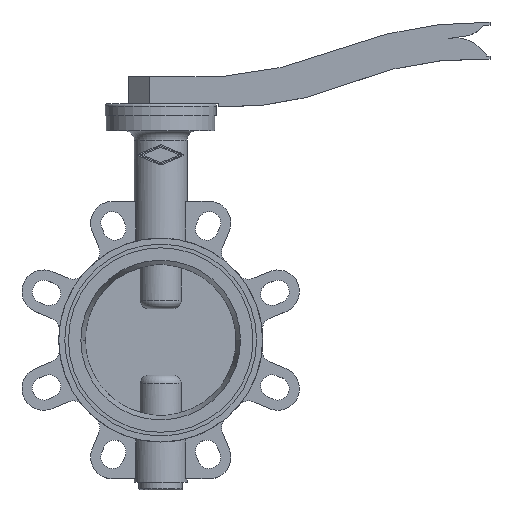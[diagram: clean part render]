
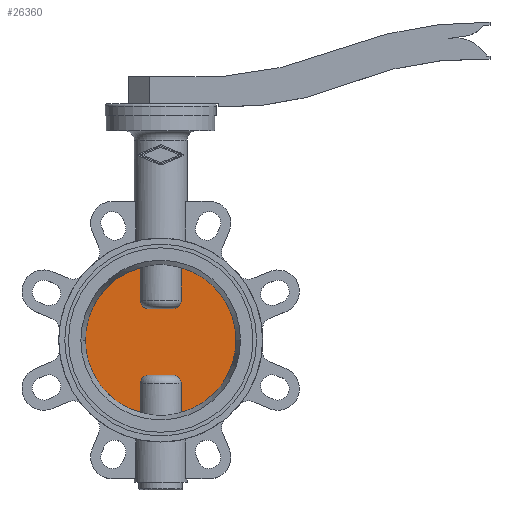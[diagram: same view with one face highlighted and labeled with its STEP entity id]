
A CAD part, top view. The second image highlights one B-rep face of the part: STEP entity #26360.
In plain terms, the highlighted planar face has unit normal (0, 0, 1).
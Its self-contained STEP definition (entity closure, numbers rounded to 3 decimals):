
#13980=CARTESIAN_POINT('',(-16.912,33.,-25.5));
#13990=CARTESIAN_POINT('',(-16.912,32.647,-25.5));
#14000=CARTESIAN_POINT('',(-16.882,32.26,-25.5));
#14010=CARTESIAN_POINT('',(-16.754,31.499,-25.5));
#14020=CARTESIAN_POINT('',(-16.656,31.124,-25.5));
#14030=CARTESIAN_POINT('',(-16.424,30.452,-25.5));
#14040=CARTESIAN_POINT('',(-16.268,30.092,-25.5));
#14050=CARTESIAN_POINT('',(-15.895,29.406,-25.5));
#14060=CARTESIAN_POINT('',(-15.677,29.08,-25.5));
#14070=CARTESIAN_POINT('',(-15.232,28.51,-25.5));
#14080=CARTESIAN_POINT('',(-14.961,28.213,-25.5));
#14090=CARTESIAN_POINT('',(-14.37,27.673,-25.5));
#14100=CARTESIAN_POINT('',(-14.051,27.429,-25.5));
#14110=CARTESIAN_POINT('',(-13.424,27.021,-25.5));
#14120=CARTESIAN_POINT('',(-13.057,26.819,-25.5));
#14130=CARTESIAN_POINT('',(-12.291,26.484,-25.5));
#14140=CARTESIAN_POINT('',(-11.893,26.35,-25.5));
#14150=CARTESIAN_POINT('',(-11.157,26.16,-25.5));
#14160=CARTESIAN_POINT('',(-10.749,26.085,-25.5));
#14170=CARTESIAN_POINT('',(-10.051,26.014,-25.5));
#14180=CARTESIAN_POINT('',(-9.763,26.,-25.5));
#14190=CARTESIAN_POINT('',(-9.487,26.,-25.5));
#14200=B_SPLINE_CURVE_WITH_KNOTS('',3,(#13980,#13990,#14000,#14010,
#14020,#14030,#14040,#14050,#14060,#14070,#14080,#14090,#14100,#14110,
#14120,#14130,#14140,#14150,#14160,#14170,#14180,#14190),.UNSPECIFIED.,
.F.,.F.,(4,2,2,2,2,2,2,2,2,2,4),(-20.396,-19.336,
-18.277,-17.205,-16.132,-15.035,
-13.937,-12.79,-11.644,-10.51,
-9.72),.UNSPECIFIED.);
#14210=CARTESIAN_POINT('',(-16.912,33.,-25.5));
#14220=VERTEX_POINT('',#14210);
#14230=CARTESIAN_POINT('',(-9.487,26.,-25.5));
#14240=VERTEX_POINT('',#14230);
#14250=EDGE_CURVE('',#14220,#14240,#14200,.T.);
#14320=CARTESIAN_POINT('',(16.912,33.,-25.5));
#14330=VERTEX_POINT('',#14320);
#14360=CARTESIAN_POINT('',(9.487,26.,-25.5));
#14370=CARTESIAN_POINT('',(9.763,26.,-25.5));
#14380=CARTESIAN_POINT('',(10.051,26.014,-25.5));
#14390=CARTESIAN_POINT('',(10.749,26.085,-25.5));
#14400=CARTESIAN_POINT('',(11.157,26.16,-25.5));
#14410=CARTESIAN_POINT('',(11.893,26.35,-25.5));
#14420=CARTESIAN_POINT('',(12.291,26.484,-25.5));
#14430=CARTESIAN_POINT('',(13.057,26.819,-25.5));
#14440=CARTESIAN_POINT('',(13.424,27.021,-25.5));
#14450=CARTESIAN_POINT('',(14.051,27.429,-25.5));
#14460=CARTESIAN_POINT('',(14.37,27.673,-25.5));
#14470=CARTESIAN_POINT('',(14.961,28.213,-25.5));
#14480=CARTESIAN_POINT('',(15.232,28.51,-25.5));
#14490=CARTESIAN_POINT('',(15.677,29.08,-25.5));
#14500=CARTESIAN_POINT('',(15.895,29.406,-25.5));
#14510=CARTESIAN_POINT('',(16.268,30.092,-25.5));
#14520=CARTESIAN_POINT('',(16.424,30.452,-25.5));
#14530=CARTESIAN_POINT('',(16.656,31.124,-25.5));
#14540=CARTESIAN_POINT('',(16.754,31.499,-25.5));
#14550=CARTESIAN_POINT('',(16.882,32.26,-25.5));
#14560=CARTESIAN_POINT('',(16.912,32.647,-25.5));
#14570=CARTESIAN_POINT('',(16.912,33.,-25.5));
#14580=B_SPLINE_CURVE_WITH_KNOTS('',3,(#14360,#14370,#14380,#14390,
#14400,#14410,#14420,#14430,#14440,#14450,#14460,#14470,#14480,#14490,
#14500,#14510,#14520,#14530,#14540,#14550,#14560,#14570),.UNSPECIFIED.,
.F.,.F.,(4,2,2,2,2,2,2,2,2,2,4),(9.72,10.51,
11.644,12.79,13.937,15.035,
16.132,17.205,18.277,19.336,
20.396),.UNSPECIFIED.);
#14590=CARTESIAN_POINT('',(9.487,26.,-25.5));
#14600=VERTEX_POINT('',#14590);
#14610=EDGE_CURVE('',#14600,#14330,#14580,.T.);
#15720=CARTESIAN_POINT('',(-9.487,-29.,-25.5));
#15730=CARTESIAN_POINT('',(-9.763,-29.,-25.5));
#15740=CARTESIAN_POINT('',(-10.051,-29.014,-25.5));
#15750=CARTESIAN_POINT('',(-10.749,-29.085,-25.5));
#15760=CARTESIAN_POINT('',(-11.157,-29.16,-25.5));
#15770=CARTESIAN_POINT('',(-11.893,-29.35,-25.5));
#15780=CARTESIAN_POINT('',(-12.291,-29.484,-25.5));
#15790=CARTESIAN_POINT('',(-13.057,-29.819,-25.5));
#15800=CARTESIAN_POINT('',(-13.424,-30.021,-25.5));
#15810=CARTESIAN_POINT('',(-14.051,-30.429,-25.5));
#15820=CARTESIAN_POINT('',(-14.37,-30.673,-25.5));
#15830=CARTESIAN_POINT('',(-14.961,-31.213,-25.5));
#15840=CARTESIAN_POINT('',(-15.232,-31.51,-25.5));
#15850=CARTESIAN_POINT('',(-15.677,-32.08,-25.5));
#15860=CARTESIAN_POINT('',(-15.895,-32.406,-25.5));
#15870=CARTESIAN_POINT('',(-16.268,-33.092,-25.5));
#15880=CARTESIAN_POINT('',(-16.424,-33.452,-25.5));
#15890=CARTESIAN_POINT('',(-16.656,-34.124,-25.5));
#15900=CARTESIAN_POINT('',(-16.754,-34.499,-25.5));
#15910=CARTESIAN_POINT('',(-16.882,-35.26,-25.5));
#15920=CARTESIAN_POINT('',(-16.912,-35.647,-25.5));
#15930=CARTESIAN_POINT('',(-16.912,-36.,-25.5));
#15940=B_SPLINE_CURVE_WITH_KNOTS('',3,(#15720,#15730,#15740,#15750,
#15760,#15770,#15780,#15790,#15800,#15810,#15820,#15830,#15840,#15850,
#15860,#15870,#15880,#15890,#15900,#15910,#15920,#15930),.UNSPECIFIED.,
.F.,.F.,(4,2,2,2,2,2,2,2,2,2,4),(50.512,51.301,
52.435,53.582,54.728,55.826,
56.924,57.996,59.068,60.128,
61.187),.UNSPECIFIED.);
#15950=CARTESIAN_POINT('',(-9.487,-29.,-25.5));
#15960=VERTEX_POINT('',#15950);
#15970=CARTESIAN_POINT('',(-16.912,-36.,-25.5));
#15980=VERTEX_POINT('',#15970);
#15990=EDGE_CURVE('',#15960,#15980,#15940,.T.);
#16060=CARTESIAN_POINT('',(9.487,-29.,-25.5));
#16070=VERTEX_POINT('',#16060);
#16100=CARTESIAN_POINT('',(16.912,-36.,-25.5));
#16110=CARTESIAN_POINT('',(16.912,-35.647,-25.5));
#16120=CARTESIAN_POINT('',(16.882,-35.26,-25.5));
#16130=CARTESIAN_POINT('',(16.754,-34.499,-25.5));
#16140=CARTESIAN_POINT('',(16.656,-34.124,-25.5));
#16150=CARTESIAN_POINT('',(16.424,-33.452,-25.5));
#16160=CARTESIAN_POINT('',(16.268,-33.092,-25.5));
#16170=CARTESIAN_POINT('',(15.895,-32.406,-25.5));
#16180=CARTESIAN_POINT('',(15.677,-32.08,-25.5));
#16190=CARTESIAN_POINT('',(15.232,-31.51,-25.5));
#16200=CARTESIAN_POINT('',(14.961,-31.213,-25.5));
#16210=CARTESIAN_POINT('',(14.37,-30.673,-25.5));
#16220=CARTESIAN_POINT('',(14.051,-30.429,-25.5));
#16230=CARTESIAN_POINT('',(13.424,-30.021,-25.5));
#16240=CARTESIAN_POINT('',(13.057,-29.819,-25.5));
#16250=CARTESIAN_POINT('',(12.291,-29.484,-25.5));
#16260=CARTESIAN_POINT('',(11.893,-29.35,-25.5));
#16270=CARTESIAN_POINT('',(11.157,-29.16,-25.5));
#16280=CARTESIAN_POINT('',(10.749,-29.085,-25.5));
#16290=CARTESIAN_POINT('',(10.051,-29.014,-25.5));
#16300=CARTESIAN_POINT('',(9.763,-29.,-25.5));
#16310=CARTESIAN_POINT('',(9.487,-29.,-25.5));
#16320=B_SPLINE_CURVE_WITH_KNOTS('',3,(#16100,#16110,#16120,#16130,
#16140,#16150,#16160,#16170,#16180,#16190,#16200,#16210,#16220,#16230,
#16240,#16250,#16260,#16270,#16280,#16290,#16300,#16310),.UNSPECIFIED.,
.F.,.F.,(4,2,2,2,2,2,2,2,2,2,4),(20.396,21.455,
22.515,23.587,24.659,25.757,
26.855,28.001,29.148,30.281,
31.071),.UNSPECIFIED.);
#16330=CARTESIAN_POINT('',(16.912,-36.,-25.5));
#16340=VERTEX_POINT('',#16330);
#16350=EDGE_CURVE('',#16340,#16070,#16320,.T.);
#25670=CARTESIAN_POINT('',(0.,0.,-25.5));
#25680=DIRECTION('',(0.,0.,1.));
#25690=DIRECTION('',(1.,0.,0.));
#25700=AXIS2_PLACEMENT_3D('',#25670,#25680,#25690);
#25710=PLANE('',#25700);
#25720=ORIENTED_EDGE('',*,*,#14250,.F.);
#25730=CARTESIAN_POINT('',(3.75,26.,-25.5));
#25740=DIRECTION('',(1.,0.,0.));
#25750=VECTOR('',#25740,1.);
#25760=LINE('',#25730,#25750);
#25770=EDGE_CURVE('',#14240,#14600,#25760,.T.);
#25780=ORIENTED_EDGE('',*,*,#25770,.F.);
#25790=ORIENTED_EDGE('',*,*,#14610,.F.);
#25800=CARTESIAN_POINT('',(16.912,47.898,-25.5));
#25810=DIRECTION('',(0.,1.,0.));
#25820=VECTOR('',#25810,1.);
#25830=LINE('',#25800,#25820);
#25840=CARTESIAN_POINT('',(16.912,60.169,
-25.5));
#25850=VERTEX_POINT('',#25840);
#25860=EDGE_CURVE('',#14330,#25850,#25830,.T.);
#25870=ORIENTED_EDGE('',*,*,#25860,.F.);
#25880=CARTESIAN_POINT('',(0.,0.,-25.5));
#25890=DIRECTION('',(0.,0.,-1.));
#25900=DIRECTION('',(0.,1.,0.));
#25910=AXIS2_PLACEMENT_3D('',#25880,#25890,#25900);
#25920=CIRCLE('',#25910,62.5);
#25930=CARTESIAN_POINT('',(16.912,-60.169,
-25.5));
#25940=VERTEX_POINT('',#25930);
#25950=EDGE_CURVE('',#25850,#25940,#25920,.T.);
#25960=ORIENTED_EDGE('',*,*,#25950,.F.);
#25970=CARTESIAN_POINT('',(16.912,-49.398,-25.5));
#25980=DIRECTION('',(0.,1.,0.));
#25990=VECTOR('',#25980,1.);
#26000=LINE('',#25970,#25990);
#26010=EDGE_CURVE('',#25940,#16340,#26000,.T.);
#26020=ORIENTED_EDGE('',*,*,#26010,.F.);
#26030=ORIENTED_EDGE('',*,*,#16350,.F.);
#26040=CARTESIAN_POINT('',(3.75,-29.,-25.5));
#26050=DIRECTION('',(-1.,0.,0.));
#26060=VECTOR('',#26050,1.);
#26070=LINE('',#26040,#26060);
#26080=EDGE_CURVE('',#16070,#15960,#26070,.T.);
#26090=ORIENTED_EDGE('',*,*,#26080,.F.);
#26100=ORIENTED_EDGE('',*,*,#15990,.F.);
#26110=CARTESIAN_POINT('',(-16.912,-49.398,-25.5));
#26120=DIRECTION('',(0.,-1.,0.));
#26130=VECTOR('',#26120,1.);
#26140=LINE('',#26110,#26130);
#26150=CARTESIAN_POINT('',(-16.912,-60.169,
-25.5));
#26160=VERTEX_POINT('',#26150);
#26170=EDGE_CURVE('',#15980,#26160,#26140,.T.);
#26180=ORIENTED_EDGE('',*,*,#26170,.F.);
#26190=CARTESIAN_POINT('',(0.,0.,-25.5));
#26200=DIRECTION('',(0.,0.,-1.));
#26210=DIRECTION('',(0.,1.,0.));
#26220=AXIS2_PLACEMENT_3D('',#26190,#26200,#26210);
#26230=CIRCLE('',#26220,62.5);
#26240=CARTESIAN_POINT('',(-16.912,60.169,
-25.5));
#26250=VERTEX_POINT('',#26240);
#26260=EDGE_CURVE('',#26160,#26250,#26230,.T.);
#26270=ORIENTED_EDGE('',*,*,#26260,.F.);
#26280=CARTESIAN_POINT('',(-16.912,47.898,-25.5));
#26290=DIRECTION('',(0.,-1.,0.));
#26300=VECTOR('',#26290,1.);
#26310=LINE('',#26280,#26300);
#26320=EDGE_CURVE('',#26250,#14220,#26310,.T.);
#26330=ORIENTED_EDGE('',*,*,#26320,.F.);
#26340=EDGE_LOOP('',(#26330,#26270,#26180,#26100,#26090,#26030,#26020,
#25960,#25870,#25790,#25780,#25720));
#26350=FACE_OUTER_BOUND('',#26340,.T.);
#26360=ADVANCED_FACE('',(#26350),#25710,.T.);
